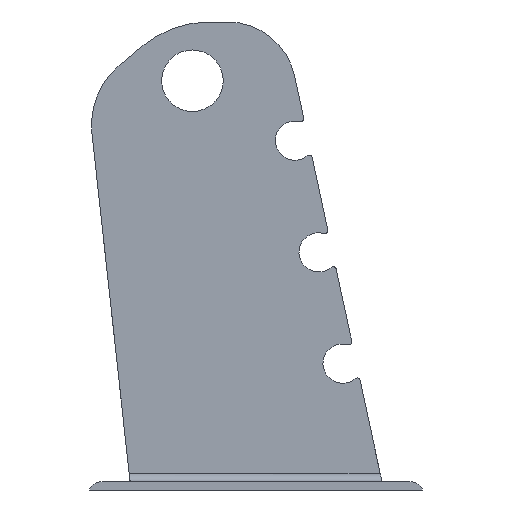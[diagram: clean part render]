
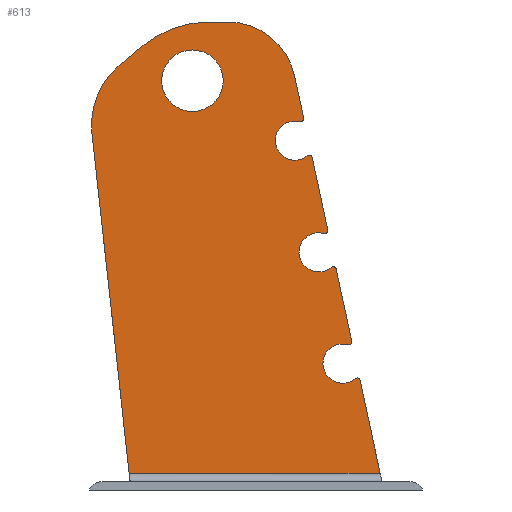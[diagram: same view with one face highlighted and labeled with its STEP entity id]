
A CAD part, left-side view. The second image highlights one B-rep face of the part: STEP entity #613.
In plain terms, the highlighted planar face has unit normal (-1, 0, 0).
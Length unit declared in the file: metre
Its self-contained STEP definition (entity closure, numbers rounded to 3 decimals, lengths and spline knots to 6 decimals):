
#14=CIRCLE('',#652,0.007);
#16=CIRCLE('',#656,0.007);
#18=CIRCLE('',#660,0.007);
#20=CIRCLE('',#667,0.011);
#22=CIRCLE('',#670,0.001125);
#23=CIRCLE('',#671,0.001125);
#24=CIRCLE('',#672,0.001125);
#25=CIRCLE('',#673,0.001125);
#26=CIRCLE('',#674,0.001125);
#27=CIRCLE('',#675,0.001125);
#28=CIRCLE('',#676,0.024526);
#29=CIRCLE('',#677,0.037396);
#30=CIRCLE('',#678,0.02764);
#119=ORIENTED_EDGE('',*,*,#283,.T.);
#120=ORIENTED_EDGE('',*,*,#293,.T.);
#121=ORIENTED_EDGE('',*,*,#277,.T.);
#122=ORIENTED_EDGE('',*,*,#294,.T.);
#123=ORIENTED_EDGE('',*,*,#273,.T.);
#124=ORIENTED_EDGE('',*,*,#295,.T.);
#125=ORIENTED_EDGE('',*,*,#269,.T.);
#126=ORIENTED_EDGE('',*,*,#296,.T.);
#127=ORIENTED_EDGE('',*,*,#265,.T.);
#128=ORIENTED_EDGE('',*,*,#297,.T.);
#129=ORIENTED_EDGE('',*,*,#261,.T.);
#130=ORIENTED_EDGE('',*,*,#298,.T.);
#131=ORIENTED_EDGE('',*,*,#257,.T.);
#132=ORIENTED_EDGE('',*,*,#299,.F.);
#133=ORIENTED_EDGE('',*,*,#255,.T.);
#134=ORIENTED_EDGE('',*,*,#300,.F.);
#135=ORIENTED_EDGE('',*,*,#249,.T.);
#136=ORIENTED_EDGE('',*,*,#301,.F.);
#137=ORIENTED_EDGE('',*,*,#289,.T.);
#138=ORIENTED_EDGE('',*,*,#302,.F.);
#139=ORIENTED_EDGE('',*,*,#291,.T.);
#249=EDGE_CURVE('',#336,#337,#398,.T.);
#255=EDGE_CURVE('',#343,#342,#404,.T.);
#257=EDGE_CURVE('',#344,#345,#406,.T.);
#261=EDGE_CURVE('',#348,#349,#14,.T.);
#265=EDGE_CURVE('',#352,#353,#412,.T.);
#269=EDGE_CURVE('',#356,#357,#16,.T.);
#273=EDGE_CURVE('',#360,#361,#418,.T.);
#277=EDGE_CURVE('',#364,#365,#18,.T.);
#283=EDGE_CURVE('',#371,#370,#426,.T.);
#289=EDGE_CURVE('',#377,#376,#430,.T.);
#291=EDGE_CURVE('',#378,#378,#20,.T.);
#293=EDGE_CURVE('',#370,#364,#22,.T.);
#294=EDGE_CURVE('',#365,#360,#23,.T.);
#295=EDGE_CURVE('',#361,#356,#24,.T.);
#296=EDGE_CURVE('',#357,#352,#25,.T.);
#297=EDGE_CURVE('',#353,#348,#26,.T.);
#298=EDGE_CURVE('',#349,#344,#27,.T.);
#299=EDGE_CURVE('',#343,#345,#28,.T.);
#300=EDGE_CURVE('',#336,#342,#29,.T.);
#301=EDGE_CURVE('',#377,#337,#30,.T.);
#302=EDGE_CURVE('',#371,#376,#432,.F.);
#336=VERTEX_POINT('',#923);
#337=VERTEX_POINT('',#924);
#342=VERTEX_POINT('',#935);
#343=VERTEX_POINT('',#937);
#344=VERTEX_POINT('',#941);
#345=VERTEX_POINT('',#942);
#348=VERTEX_POINT('',#950);
#349=VERTEX_POINT('',#951);
#352=VERTEX_POINT('',#959);
#353=VERTEX_POINT('',#960);
#356=VERTEX_POINT('',#968);
#357=VERTEX_POINT('',#969);
#360=VERTEX_POINT('',#977);
#361=VERTEX_POINT('',#978);
#364=VERTEX_POINT('',#986);
#365=VERTEX_POINT('',#987);
#370=VERTEX_POINT('',#998);
#371=VERTEX_POINT('',#1000);
#376=VERTEX_POINT('',#1011);
#377=VERTEX_POINT('',#1013);
#378=VERTEX_POINT('',#1017);
#398=LINE('',#922,#443);
#404=LINE('',#936,#449);
#406=LINE('',#940,#451);
#412=LINE('',#958,#457);
#418=LINE('',#976,#463);
#426=LINE('',#999,#471);
#430=LINE('',#1012,#475);
#432=LINE('',#1030,#477);
#443=VECTOR('',#727,1.);
#449=VECTOR('',#735,1.);
#451=VECTOR('',#739,1.);
#457=VECTOR('',#753,1.);
#463=VECTOR('',#767,1.);
#471=VECTOR('',#783,1.);
#475=VECTOR('',#793,1.);
#477=VECTOR('',#821,1.);
#500=EDGE_LOOP('',(#119,#120,#121,#122,#123,#124,#125,#126,#127,#128,#129,
#130,#131,#132,#133,#134,#135,#136,#137,#138));
#501=EDGE_LOOP('',(#139));
#551=FACE_BOUND('',#500,.T.);
#552=FACE_BOUND('',#501,.T.);
#597=PLANE('',#669);
#613=ADVANCED_FACE('',(#551,#552),#597,.T.);
#652=AXIS2_PLACEMENT_3D('',#949,#745,#746);
#656=AXIS2_PLACEMENT_3D('',#967,#759,#760);
#660=AXIS2_PLACEMENT_3D('',#985,#773,#774);
#667=AXIS2_PLACEMENT_3D('',#1016,#797,#798);
#669=AXIS2_PLACEMENT_3D('',#1020,#801,#802);
#670=AXIS2_PLACEMENT_3D('',#1021,#803,#804);
#671=AXIS2_PLACEMENT_3D('',#1022,#805,#806);
#672=AXIS2_PLACEMENT_3D('',#1023,#807,#808);
#673=AXIS2_PLACEMENT_3D('',#1024,#809,#810);
#674=AXIS2_PLACEMENT_3D('',#1025,#811,#812);
#675=AXIS2_PLACEMENT_3D('',#1026,#813,#814);
#676=AXIS2_PLACEMENT_3D('',#1027,#815,#816);
#677=AXIS2_PLACEMENT_3D('',#1028,#817,#818);
#678=AXIS2_PLACEMENT_3D('',#1029,#819,#820);
#727=DIRECTION('',(0.,0.766,-0.643));
#735=DIRECTION('',(0.,1.,0.));
#739=DIRECTION('',(0.,0.21,0.978));
#745=DIRECTION('',(1.,0.,0.));
#746=DIRECTION('',(0.,0.,-1.));
#753=DIRECTION('',(0.,0.21,0.978));
#759=DIRECTION('',(1.,0.,0.));
#760=DIRECTION('',(0.,0.,-1.));
#767=DIRECTION('',(0.,0.21,0.978));
#773=DIRECTION('',(1.,0.,0.));
#774=DIRECTION('',(0.,0.,-1.));
#783=DIRECTION('',(0.,0.21,0.978));
#793=DIRECTION('',(0.,-0.109,-0.994));
#797=DIRECTION('',(1.,0.,0.));
#798=DIRECTION('',(0.,0.,-1.));
#801=DIRECTION('',(-1.,0.,0.));
#802=DIRECTION('',(0.,1.,0.));
#803=DIRECTION('',(-1.,0.,0.));
#804=DIRECTION('',(0.,0.,1.));
#805=DIRECTION('',(-1.,0.,0.));
#806=DIRECTION('',(0.,0.,1.));
#807=DIRECTION('',(-1.,0.,0.));
#808=DIRECTION('',(0.,0.,1.));
#809=DIRECTION('',(-1.,0.,0.));
#810=DIRECTION('',(0.,0.,1.));
#811=DIRECTION('',(-1.,0.,0.));
#812=DIRECTION('',(0.,0.,1.));
#813=DIRECTION('',(-1.,0.,0.));
#814=DIRECTION('',(0.,0.,1.));
#815=DIRECTION('',(1.,0.,0.));
#816=DIRECTION('',(0.,0.,-1.));
#817=DIRECTION('',(1.,0.,0.));
#818=DIRECTION('',(0.,0.,-1.));
#819=DIRECTION('',(1.,0.,0.));
#820=DIRECTION('',(0.,0.,-1.));
#821=DIRECTION('',(0.,-1.,0.));
#922=CARTESIAN_POINT('',(-0.239,0.048492,0.151703));
#923=CARTESIAN_POINT('',(-0.239,0.04398,0.155489));
#924=CARTESIAN_POINT('',(-0.239,0.052113,0.148665));
#935=CARTESIAN_POINT('',(-0.239,0.019943,0.164238));
#936=CARTESIAN_POINT('',(-0.239,0.013554,0.164238));
#937=CARTESIAN_POINT('',(-0.239,0.013362,0.164238));
#940=CARTESIAN_POINT('',(-0.239,-0.010363,0.146044));
#941=CARTESIAN_POINT('',(-0.239,-0.013828,0.129945));
#942=CARTESIAN_POINT('',(-0.239,-0.010615,0.144873));
#949=CARTESIAN_POINT('',(-0.239,-0.010683,0.121845));
#950=CARTESIAN_POINT('',(-0.239,-0.015076,0.116396));
#951=CARTESIAN_POINT('',(-0.239,-0.012445,0.12862));
#958=CARTESIAN_POINT('',(-0.239,-0.019661,0.102851));
#959=CARTESIAN_POINT('',(-0.239,-0.022427,0.089997));
#960=CARTESIAN_POINT('',(-0.239,-0.016882,0.115757));
#967=CARTESIAN_POINT('',(-0.239,-0.019152,0.081932));
#968=CARTESIAN_POINT('',(-0.239,-0.023636,0.076556));
#969=CARTESIAN_POINT('',(-0.239,-0.021026,0.088677));
#976=CARTESIAN_POINT('',(-0.239,-0.028223,0.063075));
#977=CARTESIAN_POINT('',(-0.239,-0.03099,0.050221));
#978=CARTESIAN_POINT('',(-0.239,-0.025456,0.075929));
#985=CARTESIAN_POINT('',(-0.239,-0.027715,0.042156));
#986=CARTESIAN_POINT('',(-0.239,-0.032198,0.03678));
#987=CARTESIAN_POINT('',(-0.239,-0.029589,0.048901));
#998=CARTESIAN_POINT('',(-0.239,-0.034018,0.036153));
#999=CARTESIAN_POINT('',(-0.239,-0.037678,0.01915));
#1000=CARTESIAN_POINT('',(-0.239,-0.041155,0.003));
#1011=CARTESIAN_POINT('',(-0.239,0.048528,0.003));
#1012=CARTESIAN_POINT('',(-0.239,0.055814,0.069585));
#1013=CARTESIAN_POINT('',(-0.239,0.061822,0.124484));
#1016=CARTESIAN_POINT('',(-0.239,0.02591,0.143238));
#1017=CARTESIAN_POINT('',(-0.239,0.02591,0.132238));
#1020=CARTESIAN_POINT('',(-0.239,0.010814,0.082119));
#1021=CARTESIAN_POINT('',(-0.239,-0.032918,0.035916));
#1022=CARTESIAN_POINT('',(-0.239,-0.02989,0.049984));
#1023=CARTESIAN_POINT('',(-0.239,-0.024356,0.075692));
#1024=CARTESIAN_POINT('',(-0.239,-0.021328,0.089761));
#1025=CARTESIAN_POINT('',(-0.239,-0.015783,0.11552));
#1026=CARTESIAN_POINT('',(-0.239,-0.012728,0.129709));
#1027=CARTESIAN_POINT('',(-0.239,0.013362,0.139712));
#1028=CARTESIAN_POINT('',(-0.239,0.019943,0.126842));
#1029=CARTESIAN_POINT('',(-0.239,0.034346,0.127491));
#1030=CARTESIAN_POINT('',(-0.239,0.048199,0.003));
